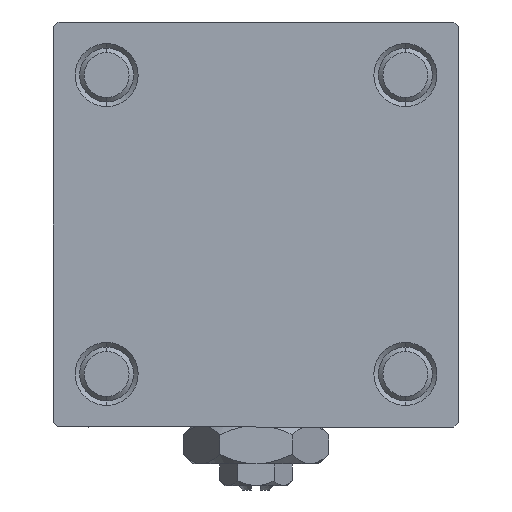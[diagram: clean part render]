
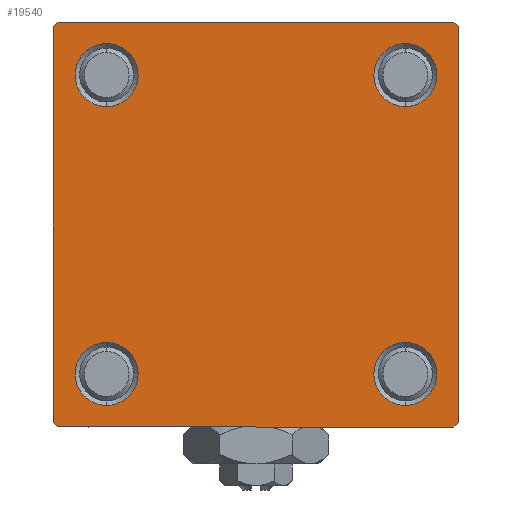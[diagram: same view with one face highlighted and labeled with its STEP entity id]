
A CAD part, left-side view. The second image highlights one B-rep face of the part: STEP entity #19540.
In plain terms, the highlighted planar face has unit normal (-1, 0, 0).
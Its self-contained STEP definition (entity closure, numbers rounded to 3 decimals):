
#866 = VERTEX_POINT ( 'NONE', #17499 ) ;
#886 = CIRCLE ( 'NONE', #35843, 3.5 ) ;
#1213 = LINE ( 'NONE', #1990, #25000 ) ;
#1357 = EDGE_LOOP ( 'NONE', ( #34613, #21261 ) ) ;
#1436 = LINE ( 'NONE', #17348, #18429 ) ;
#1440 = ORIENTED_EDGE ( 'NONE', *, *, #8094, .T. ) ;
#1578 = VERTEX_POINT ( 'NONE', #4863 ) ;
#1886 = EDGE_LOOP ( 'NONE', ( #15125, #1965, #16704, #4782, #22686, #34226, #15307, #47489 ) ) ;
#1935 = DIRECTION ( 'NONE',  ( 0., -0.707, 0.707 ) ) ;
#1965 = ORIENTED_EDGE ( 'NONE', *, *, #29424, .T. ) ;
#1990 = CARTESIAN_POINT ( 'NONE',  ( 0., -22.5, 22.5 ) ) ;
#2362 = CIRCLE ( 'NONE', #23178, 3.5 ) ;
#4061 = VERTEX_POINT ( 'NONE', #5210 ) ;
#4135 = VERTEX_POINT ( 'NONE', #33885 ) ;
#4203 = EDGE_CURVE ( 'NONE', #17148, #25555, #27602, .T. ) ;
#4580 = ORIENTED_EDGE ( 'NONE', *, *, #27889, .T. ) ;
#4782 = ORIENTED_EDGE ( 'NONE', *, *, #15624, .T. ) ;
#4863 = CARTESIAN_POINT ( 'NONE',  ( 0., 16.6, 13.1 ) ) ;
#5210 = CARTESIAN_POINT ( 'NONE',  ( 0., -16.6, -13.1 ) ) ;
#5360 = VERTEX_POINT ( 'NONE', #11485 ) ;
#5383 = DIRECTION ( 'NONE',  ( 0., -1., 0. ) ) ;
#5454 = EDGE_CURVE ( 'NONE', #46487, #1578, #42198, .T. ) ;
#5694 = FACE_OUTER_BOUND ( 'NONE', #1886, .T. ) ;
#5741 = CARTESIAN_POINT ( 'NONE',  ( 0., -16.6, -20.1 ) ) ;
#6138 = CARTESIAN_POINT ( 'NONE',  ( 0., 22.5, 22. ) ) ;
#6939 = CARTESIAN_POINT ( 'NONE',  ( 0., 22.5, 22.5 ) ) ;
#7226 = CARTESIAN_POINT ( 'NONE',  ( 0., -16.6, 20.1 ) ) ;
#7786 = DIRECTION ( 'NONE',  ( 0., 0., -1. ) ) ;
#7803 = EDGE_CURVE ( 'NONE', #33781, #44273, #30659, .T. ) ;
#8094 = EDGE_CURVE ( 'NONE', #9004, #4135, #2362, .T. ) ;
#8121 = DIRECTION ( 'NONE',  ( 0., 0., 1. ) ) ;
#9004 = VERTEX_POINT ( 'NONE', #32247 ) ;
#9172 = CARTESIAN_POINT ( 'NONE',  ( 0., 22.25, -22.25 ) ) ;
#9601 = FACE_BOUND ( 'NONE', #14502, .T. ) ;
#9687 = LINE ( 'NONE', #9172, #13847 ) ;
#10271 = CARTESIAN_POINT ( 'NONE',  ( 0., -22.25, -22.25 ) ) ;
#10377 = DIRECTION ( 'NONE',  ( 0., 0., 1. ) ) ;
#10714 = LINE ( 'NONE', #27133, #26892 ) ;
#11299 = DIRECTION ( 'NONE',  ( 1., 0., 0. ) ) ;
#11369 = VECTOR ( 'NONE', #7786, 1000. ) ;
#11485 = CARTESIAN_POINT ( 'NONE',  ( 0., 22., 22.5 ) ) ;
#11858 = CARTESIAN_POINT ( 'NONE',  ( 0., -16.6, -16.6 ) ) ;
#12325 = EDGE_CURVE ( 'NONE', #27919, #30973, #1213, .T. ) ;
#12593 = EDGE_CURVE ( 'NONE', #31347, #4061, #886, .T. ) ;
#12945 = VECTOR ( 'NONE', #5383, 1000. ) ;
#13215 = DIRECTION ( 'NONE',  ( 0., 0., 1. ) ) ;
#13683 = CARTESIAN_POINT ( 'NONE',  ( 0., 16.6, 20.1 ) ) ;
#13847 = VECTOR ( 'NONE', #29516, 1000. ) ;
#13996 = CARTESIAN_POINT ( 'NONE',  ( 0., 22., -22.5 ) ) ;
#14473 = DIRECTION ( 'NONE',  ( 0., 0., 1. ) ) ;
#14502 = EDGE_LOOP ( 'NONE', ( #4580, #19329 ) ) ;
#15125 = ORIENTED_EDGE ( 'NONE', *, *, #4203, .T. ) ;
#15307 = ORIENTED_EDGE ( 'NONE', *, *, #29960, .F. ) ;
#15624 = EDGE_CURVE ( 'NONE', #48389, #30973, #37408, .T. ) ;
#16704 = ORIENTED_EDGE ( 'NONE', *, *, #28720, .T. ) ;
#17077 = CIRCLE ( 'NONE', #21239, 3.5 ) ;
#17148 = VERTEX_POINT ( 'NONE', #6138 ) ;
#17348 = CARTESIAN_POINT ( 'NONE',  ( 0., 22.25, 22.25 ) ) ;
#17499 = CARTESIAN_POINT ( 'NONE',  ( 0., -22., 22.5 ) ) ;
#17845 = DIRECTION ( 'NONE',  ( 1., 0., 0. ) ) ;
#18429 = VECTOR ( 'NONE', #45246, 1000. ) ;
#19329 = ORIENTED_EDGE ( 'NONE', *, *, #12593, .T. ) ;
#19540 = ADVANCED_FACE ( 'NONE', ( #45338, #9601, #25495, #41422, #5694 ), #30202, .T. ) ;
#20463 = DIRECTION ( 'NONE',  ( 0., -1., 0. ) ) ;
#21103 = CARTESIAN_POINT ( 'NONE',  ( 0., 16.6, 16.6 ) ) ;
#21239 = AXIS2_PLACEMENT_3D ( 'NONE', #11858, #40983, #37330 ) ;
#21261 = ORIENTED_EDGE ( 'NONE', *, *, #36957, .T. ) ;
#21486 = CARTESIAN_POINT ( 'NONE',  ( 0., -16.6, -16.6 ) ) ;
#22352 = EDGE_LOOP ( 'NONE', ( #1440, #32750 ) ) ;
#22686 = ORIENTED_EDGE ( 'NONE', *, *, #12325, .F. ) ;
#23178 = AXIS2_PLACEMENT_3D ( 'NONE', #25927, #41849, #14473 ) ;
#23635 = EDGE_CURVE ( 'NONE', #27919, #866, #10714, .T. ) ;
#25000 = VECTOR ( 'NONE', #25448, 1000. ) ;
#25448 = DIRECTION ( 'NONE',  ( 0., 0., -1. ) ) ;
#25495 = FACE_BOUND ( 'NONE', #22352, .T. ) ;
#25555 = VERTEX_POINT ( 'NONE', #30721 ) ;
#25927 = CARTESIAN_POINT ( 'NONE',  ( 0., 16.6, -16.6 ) ) ;
#26260 = CARTESIAN_POINT ( 'NONE',  ( 0., -22.5, -22. ) ) ;
#26892 = VECTOR ( 'NONE', #47215, 1000. ) ;
#27102 = CARTESIAN_POINT ( 'NONE',  ( 0., -22., -22.5 ) ) ;
#27133 = CARTESIAN_POINT ( 'NONE',  ( 0., -22.25, 22.25 ) ) ;
#27602 = LINE ( 'NONE', #43510, #11369 ) ;
#27679 = DIRECTION ( 'NONE',  ( 1., 0., 0. ) ) ;
#27889 = EDGE_CURVE ( 'NONE', #4061, #31347, #17077, .T. ) ;
#27919 = VERTEX_POINT ( 'NONE', #29503 ) ;
#28549 = DIRECTION ( 'NONE',  ( 0., 0., 1. ) ) ;
#28706 = EDGE_CURVE ( 'NONE', #44273, #33781, #31259, .T. ) ;
#28720 = EDGE_CURVE ( 'NONE', #32627, #48389, #29119, .T. ) ;
#28933 = DIRECTION ( 'NONE',  ( 0., 0., 1. ) ) ;
#29119 = LINE ( 'NONE', #41114, #12945 ) ;
#29424 = EDGE_CURVE ( 'NONE', #25555, #32627, #9687, .T. ) ;
#29503 = CARTESIAN_POINT ( 'NONE',  ( 0., -22.5, 22. ) ) ;
#29516 = DIRECTION ( 'NONE',  ( 0., -0.707, -0.707 ) ) ;
#29960 = EDGE_CURVE ( 'NONE', #5360, #866, #42662, .T. ) ;
#30202 = PLANE ( 'NONE',  #34387 ) ;
#30453 = DIRECTION ( 'NONE',  ( -1., 0., 0. ) ) ;
#30659 = CIRCLE ( 'NONE', #51457, 3.5 ) ;
#30682 = DIRECTION ( 'NONE',  ( 0., 0., 1. ) ) ;
#30721 = CARTESIAN_POINT ( 'NONE',  ( 0., 22.5, -22. ) ) ;
#30945 = DIRECTION ( 'NONE',  ( 1., 0., 0. ) ) ;
#30973 = VERTEX_POINT ( 'NONE', #26260 ) ;
#31259 = CIRCLE ( 'NONE', #36250, 3.5 ) ;
#31347 = VERTEX_POINT ( 'NONE', #5741 ) ;
#32247 = CARTESIAN_POINT ( 'NONE',  ( 0., 16.6, -13.1 ) ) ;
#32627 = VERTEX_POINT ( 'NONE', #13996 ) ;
#32750 = ORIENTED_EDGE ( 'NONE', *, *, #43218, .T. ) ;
#33041 = DIRECTION ( 'NONE',  ( 1., 0., 0. ) ) ;
#33085 = CIRCLE ( 'NONE', #39738, 3.5 ) ;
#33210 = EDGE_LOOP ( 'NONE', ( #40258, #39347 ) ) ;
#33228 = CARTESIAN_POINT ( 'NONE',  ( 0., -16.6, 13.1 ) ) ;
#33781 = VERTEX_POINT ( 'NONE', #7226 ) ;
#33885 = CARTESIAN_POINT ( 'NONE',  ( 0., 16.6, -20.1 ) ) ;
#34226 = ORIENTED_EDGE ( 'NONE', *, *, #23635, .T. ) ;
#34387 = AXIS2_PLACEMENT_3D ( 'NONE', #42443, #30453, #10377 ) ;
#34613 = ORIENTED_EDGE ( 'NONE', *, *, #5454, .T. ) ;
#34709 = AXIS2_PLACEMENT_3D ( 'NONE', #21103, #36768, #28933 ) ;
#35843 = AXIS2_PLACEMENT_3D ( 'NONE', #21486, #17845, #28549 ) ;
#35920 = VECTOR ( 'NONE', #1935, 1000. ) ;
#36250 = AXIS2_PLACEMENT_3D ( 'NONE', #45027, #33041, #13215 ) ;
#36315 = VECTOR ( 'NONE', #20463, 1000. ) ;
#36582 = CIRCLE ( 'NONE', #43250, 3.5 ) ;
#36768 = DIRECTION ( 'NONE',  ( 1., 0., 0. ) ) ;
#36957 = EDGE_CURVE ( 'NONE', #1578, #46487, #33085, .T. ) ;
#37330 = DIRECTION ( 'NONE',  ( 0., 0., 1. ) ) ;
#37408 = LINE ( 'NONE', #10271, #35920 ) ;
#38910 = CARTESIAN_POINT ( 'NONE',  ( 0., 16.6, -16.6 ) ) ;
#39347 = ORIENTED_EDGE ( 'NONE', *, *, #28706, .T. ) ;
#39738 = AXIS2_PLACEMENT_3D ( 'NONE', #47031, #11299, #43374 ) ;
#40258 = ORIENTED_EDGE ( 'NONE', *, *, #7803, .T. ) ;
#40983 = DIRECTION ( 'NONE',  ( 1., 0., 0. ) ) ;
#41114 = CARTESIAN_POINT ( 'NONE',  ( 0., 22.5, -22.5 ) ) ;
#41422 = FACE_BOUND ( 'NONE', #1357, .T. ) ;
#41849 = DIRECTION ( 'NONE',  ( 1., 0., 0. ) ) ;
#42198 = CIRCLE ( 'NONE', #34709, 3.5 ) ;
#42443 = CARTESIAN_POINT ( 'NONE',  ( 0., 0., 0. ) ) ;
#42662 = LINE ( 'NONE', #6939, #36315 ) ;
#43218 = EDGE_CURVE ( 'NONE', #4135, #9004, #36582, .T. ) ;
#43250 = AXIS2_PLACEMENT_3D ( 'NONE', #38910, #27679, #8121 ) ;
#43374 = DIRECTION ( 'NONE',  ( 0., 0., 1. ) ) ;
#43510 = CARTESIAN_POINT ( 'NONE',  ( 0., 22.5, 22.5 ) ) ;
#44273 = VERTEX_POINT ( 'NONE', #33228 ) ;
#45027 = CARTESIAN_POINT ( 'NONE',  ( 0., -16.6, 16.6 ) ) ;
#45246 = DIRECTION ( 'NONE',  ( 0., 0.707, -0.707 ) ) ;
#45338 = FACE_BOUND ( 'NONE', #33210, .T. ) ;
#46487 = VERTEX_POINT ( 'NONE', #13683 ) ;
#47022 = EDGE_CURVE ( 'NONE', #5360, #17148, #1436, .T. ) ;
#47031 = CARTESIAN_POINT ( 'NONE',  ( 0., 16.6, 16.6 ) ) ;
#47215 = DIRECTION ( 'NONE',  ( 0., 0.707, 0.707 ) ) ;
#47489 = ORIENTED_EDGE ( 'NONE', *, *, #47022, .T. ) ;
#48389 = VERTEX_POINT ( 'NONE', #27102 ) ;
#50769 = CARTESIAN_POINT ( 'NONE',  ( 0., -16.6, 16.6 ) ) ;
#51457 = AXIS2_PLACEMENT_3D ( 'NONE', #50769, #30945, #30682 ) ;
